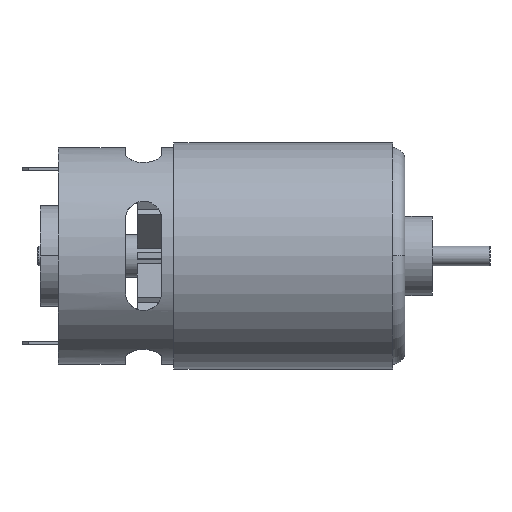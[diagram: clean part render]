
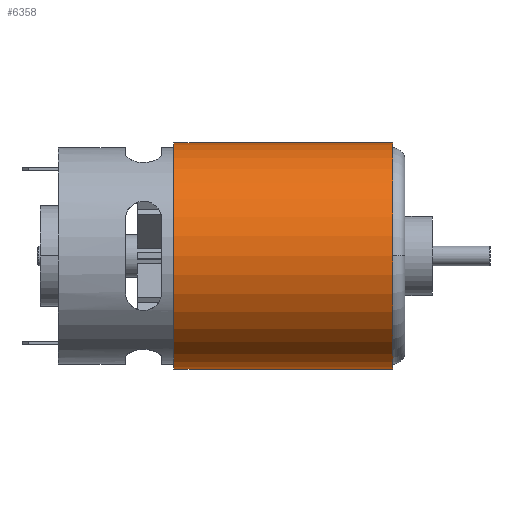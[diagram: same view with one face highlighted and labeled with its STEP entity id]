
A CAD part, top view. The second image highlights one B-rep face of the part: STEP entity #6358.
In plain terms, the highlighted cylindrical face has radius 18.6 mm (diameter 37.2 mm), a partial arc.
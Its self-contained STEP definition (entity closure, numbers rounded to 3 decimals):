
#6181=CARTESIAN_POINT('',(-52.,-18.6,0.));
#6182=VERTEX_POINT('',#6181);
#6183=CARTESIAN_POINT('',(-16.,-18.6,0.));
#6184=VERTEX_POINT('',#6183);
#6185=CARTESIAN_POINT('',(-52.,-18.6,0.));
#6186=DIRECTION('',(1.0,0.0,0.0));
#6187=VECTOR('',#6186,36.);
#6188=LINE('',#6185,#6187);
#6189=EDGE_CURVE('',#6182,#6184,#6188,.T.);
#6223=CARTESIAN_POINT('',(-16.,18.6,0.));
#6224=VERTEX_POINT('',#6223);
#6225=CARTESIAN_POINT('',(-52.,18.6,0.));
#6226=VERTEX_POINT('',#6225);
#6227=CARTESIAN_POINT('',(-16.,18.6,0.));
#6228=DIRECTION('',(-1.0,0.0,0.0));
#6229=VECTOR('',#6228,36.);
#6230=LINE('',#6227,#6229);
#6231=EDGE_CURVE('',#6224,#6226,#6230,.T.);
#6307=CARTESIAN_POINT('',(-16.,0.,0.));
#6308=DIRECTION('',(-1.0,0.0,0.0));
#6309=DIRECTION('',(0.0,1.0,0.0));
#6310=AXIS2_PLACEMENT_3D('',#6307,#6308,#6309);
#6311=CIRCLE('',#6310,18.6);
#6312=EDGE_CURVE('',#6184,#6224,#6311,.T.);
#6341=CARTESIAN_POINT('',(-16.,0.0,0.0));
#6342=DIRECTION('',(-1.0,0.,0.));
#6343=DIRECTION('',(0.0,1.0,0.0));
#6344=AXIS2_PLACEMENT_3D('',#6341,#6342,#6343);
#6345=CYLINDRICAL_SURFACE('',#6344,18.6);
#6346=ORIENTED_EDGE('',*,*,#6231,.T.);
#6347=CARTESIAN_POINT('',(-52.,0.,0.));
#6348=DIRECTION('',(-1.0,0.0,0.0));
#6349=DIRECTION('',(0.0,1.0,0.0));
#6350=AXIS2_PLACEMENT_3D('',#6347,#6348,#6349);
#6351=CIRCLE('',#6350,18.6);
#6352=EDGE_CURVE('',#6226,#6182,#6351,.F.);
#6353=ORIENTED_EDGE('',*,*,#6352,.T.);
#6354=ORIENTED_EDGE('',*,*,#6189,.T.);
#6355=ORIENTED_EDGE('',*,*,#6312,.T.);
#6356=EDGE_LOOP('',(#6346,#6353,#6354,#6355));
#6357=FACE_OUTER_BOUND('',#6356,.T.);
#6358=ADVANCED_FACE('',(#6357),#6345,.T.);
